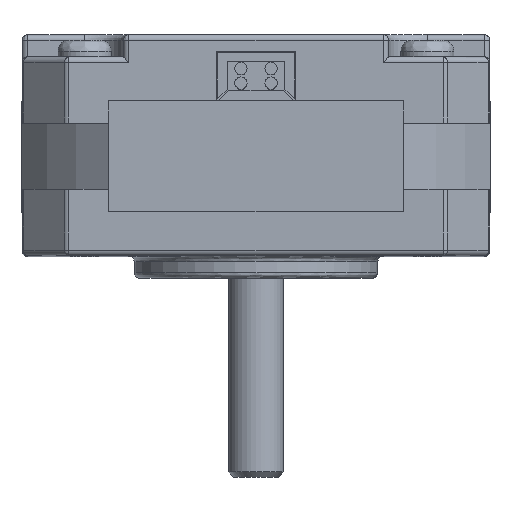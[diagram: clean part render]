
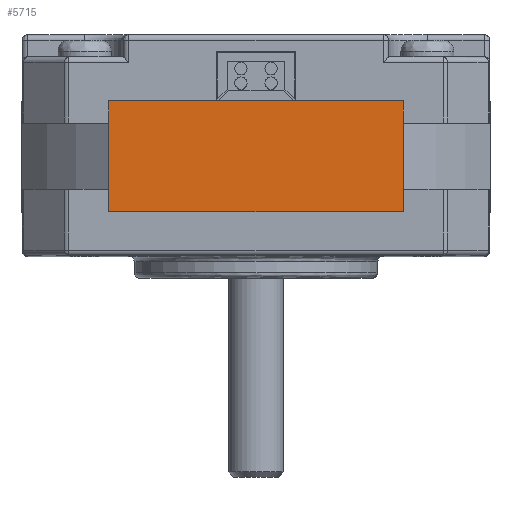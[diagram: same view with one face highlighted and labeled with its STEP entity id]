
A CAD part, top view. The second image highlights one B-rep face of the part: STEP entity #5715.
In plain terms, the highlighted planar face has unit normal (0, 0, 1).
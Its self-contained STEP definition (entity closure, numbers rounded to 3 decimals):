
#4483 = VERTEX_POINT('',#4484);
#4484 = CARTESIAN_POINT('',(13.314,14.,21.16));
#4491 = EDGE_CURVE('',#4483,#4492,#4494,.T.);
#4492 = VERTEX_POINT('',#4493);
#4493 = CARTESIAN_POINT('',(13.314,4.,21.16));
#4494 = LINE('',#4495,#4496);
#4495 = CARTESIAN_POINT('',(13.314,73.85,21.16));
#4496 = VECTOR('',#4497,1.);
#4497 = DIRECTION('',(0.,-1.,0.));
#4703 = VERTEX_POINT('',#4704);
#4704 = CARTESIAN_POINT('',(-13.314,4.,21.16));
#4710 = EDGE_CURVE('',#4703,#4711,#4713,.T.);
#4711 = VERTEX_POINT('',#4712);
#4712 = CARTESIAN_POINT('',(-13.314,14.,21.16));
#4713 = LINE('',#4714,#4715);
#4714 = CARTESIAN_POINT('',(-13.314,73.85,21.16));
#4715 = VECTOR('',#4716,1.);
#4716 = DIRECTION('',(0.,1.,0.));
#4784 = EDGE_CURVE('',#4483,#4711,#4785,.T.);
#4785 = LINE('',#4786,#4787);
#4786 = CARTESIAN_POINT('',(0.,14.,21.16));
#4787 = VECTOR('',#4788,1.);
#4788 = DIRECTION('',(-1.,0.,0.));
#5715 = ADVANCED_FACE('',(#5716),#5727,.F.);
#5716 = FACE_BOUND('',#5717,.T.);
#5717 = EDGE_LOOP('',(#5718,#5719,#5720,#5726));
#5718 = ORIENTED_EDGE('',*,*,#4784,.T.);
#5719 = ORIENTED_EDGE('',*,*,#4710,.F.);
#5720 = ORIENTED_EDGE('',*,*,#5721,.F.);
#5721 = EDGE_CURVE('',#4492,#4703,#5722,.T.);
#5722 = LINE('',#5723,#5724);
#5723 = CARTESIAN_POINT('',(0.,4.,21.16));
#5724 = VECTOR('',#5725,1.);
#5725 = DIRECTION('',(-1.,0.,0.));
#5726 = ORIENTED_EDGE('',*,*,#4491,.F.);
#5727 = PLANE('',#5728);
#5728 = AXIS2_PLACEMENT_3D('',#5729,#5730,#5731);
#5729 = CARTESIAN_POINT('',(0.,73.85,21.16));
#5730 = DIRECTION('',(0.,0.,-1.));
#5731 = DIRECTION('',(0.,-1.,0.));
